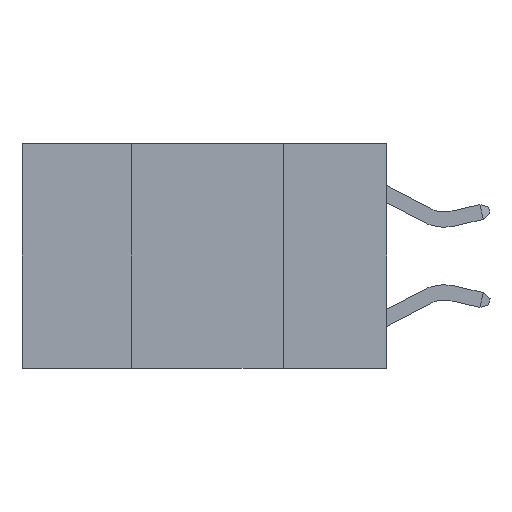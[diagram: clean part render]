
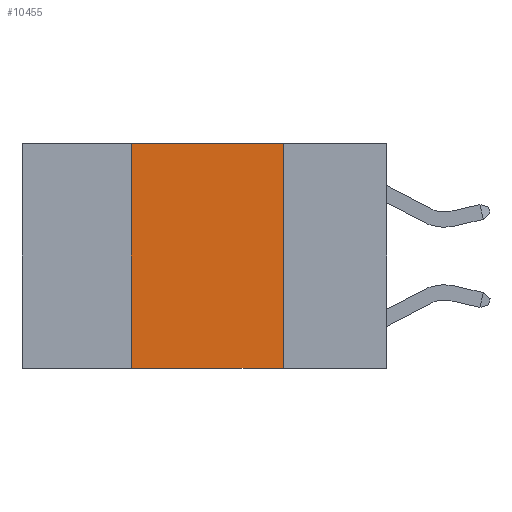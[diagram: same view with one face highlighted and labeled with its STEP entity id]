
A CAD part, left-side view. The second image highlights one B-rep face of the part: STEP entity #10455.
In plain terms, the highlighted planar face has unit normal (-1, 0, 0).
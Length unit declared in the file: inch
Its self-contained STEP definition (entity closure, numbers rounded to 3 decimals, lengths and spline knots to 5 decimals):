
#101 = CARTESIAN_POINT ( 'NONE',  ( 0., 0.17, -0.37 ) ) ;
#423 = VERTEX_POINT ( 'NONE', #12262 ) ;
#2536 = CARTESIAN_POINT ( 'NONE',  ( 0., 0.6, 0. ) ) ;
#3550 = EDGE_CURVE ( 'NONE', #10648, #423, #18270, .T. ) ;
#3758 = VECTOR ( 'NONE', #10647, 39.37008 ) ;
#4055 = VERTEX_POINT ( 'NONE', #101 ) ;
#4905 = CARTESIAN_POINT ( 'NONE',  ( 0., 0.42, -0.37 ) ) ;
#5576 = EDGE_CURVE ( 'NONE', #423, #4055, #20940, .T. ) ;
#7135 = ORIENTED_EDGE ( 'NONE', *, *, #29126, .F. ) ;
#8225 = VECTOR ( 'NONE', #15023, 39.37008 ) ;
#9352 = DIRECTION ( 'NONE',  ( 0., 0., 1. ) ) ;
#9928 = VERTEX_POINT ( 'NONE', #4905 ) ;
#10455 = ADVANCED_FACE ( 'NONE', ( #17422 ), #27826, .F. ) ;
#10647 = DIRECTION ( 'NONE',  ( 0., -1., 0. ) ) ;
#10648 = VERTEX_POINT ( 'NONE', #28476 ) ;
#11544 = LINE ( 'NONE', #24997, #29250 ) ;
#12262 = CARTESIAN_POINT ( 'NONE',  ( 0., 0.17, 0. ) ) ;
#12372 = VECTOR ( 'NONE', #16428, 39.37008 ) ;
#12404 = CARTESIAN_POINT ( 'NONE',  ( 0., 0.6, 0. ) ) ;
#12635 = ORIENTED_EDGE ( 'NONE', *, *, #5576, .F. ) ;
#14645 = DIRECTION ( 'NONE',  ( 0., 0., -1. ) ) ;
#15023 = DIRECTION ( 'NONE',  ( 0., 0., -1. ) ) ;
#15391 = LINE ( 'NONE', #21742, #3758 ) ;
#16207 = AXIS2_PLACEMENT_3D ( 'NONE', #12404, #27920, #14645 ) ;
#16428 = DIRECTION ( 'NONE',  ( 0., -1., 0. ) ) ;
#17422 = FACE_OUTER_BOUND ( 'NONE', #27932, .T. ) ;
#18270 = LINE ( 'NONE', #2536, #12372 ) ;
#19235 = ORIENTED_EDGE ( 'NONE', *, *, #24330, .T. ) ;
#20940 = LINE ( 'NONE', #28299, #8225 ) ;
#21742 = CARTESIAN_POINT ( 'NONE',  ( 0., 0.6, -0.37 ) ) ;
#24330 = EDGE_CURVE ( 'NONE', #9928, #4055, #15391, .T. ) ;
#24395 = ORIENTED_EDGE ( 'NONE', *, *, #3550, .F. ) ;
#24997 = CARTESIAN_POINT ( 'NONE',  ( 0., 0.42, 0. ) ) ;
#27826 = PLANE ( 'NONE',  #16207 ) ;
#27920 = DIRECTION ( 'NONE',  ( 1., 0., 0. ) ) ;
#27932 = EDGE_LOOP ( 'NONE', ( #12635, #24395, #7135, #19235 ) ) ;
#28299 = CARTESIAN_POINT ( 'NONE',  ( 0., 0.17, 0. ) ) ;
#28476 = CARTESIAN_POINT ( 'NONE',  ( 0., 0.42, 0. ) ) ;
#29126 = EDGE_CURVE ( 'NONE', #9928, #10648, #11544, .T. ) ;
#29250 = VECTOR ( 'NONE', #9352, 39.37008 ) ;
